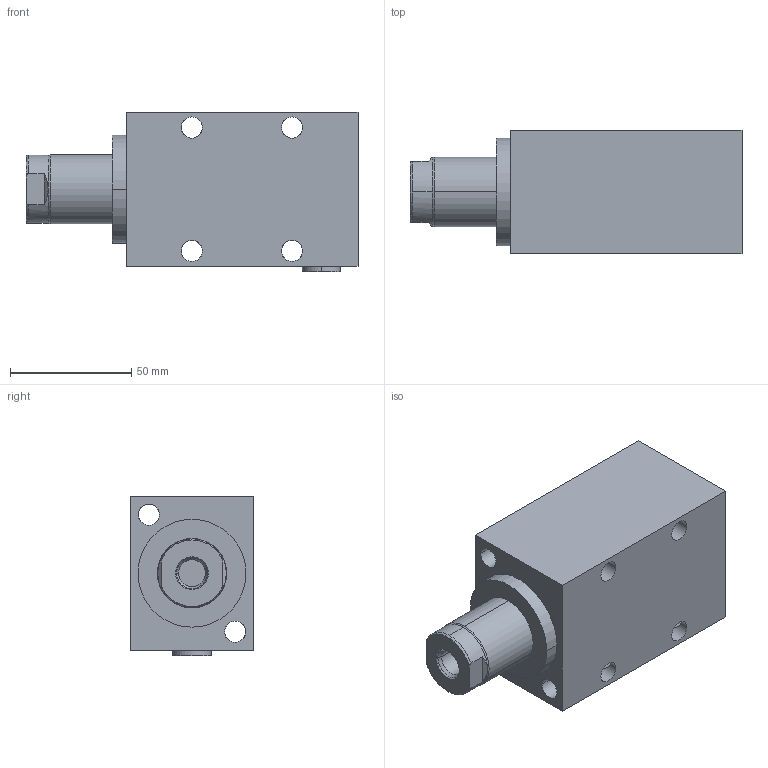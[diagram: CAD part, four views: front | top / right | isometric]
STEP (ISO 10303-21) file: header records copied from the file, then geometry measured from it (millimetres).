
FILE_DESCRIPTION((''),'2;1');
FILE_NAME('ILC25111512','2005-04-06T',('KR'),(''),'PRO/ENGINEER BY PARAMETRIC TECHNOLOGY CORPORATION, 2004290','PRO/ENGINEER BY PARAMETRIC TECHNOLOGY CORPORATION, 2004290','');
FILE_SCHEMA(('AUTOMOTIVE_DESIGN_CC2 { 1 2 10303 214 -1 1 5 2 }'));
Length unit declared in the file: inch
Products named in the file (1): ILC25111512
Bounding box: 136.78 x 50.8 x 65.79 mm (x, y, z)
Volume: 311975.4 mm3; surface area: 44287.7 mm2
Topology: 1 solids, 4 shells, 87 faces, 224 edges, 144 vertices
Faces by surface type: cylinder 45, plane 24, cone 16, torus 2
Entity records: 4141 total; most frequent: CARTESIAN_POINT 870, DIRECTION 456, ORIENTED_EDGE 444, PRESENTATION_STYLE_ASSIGNMENT 250, STYLED_ITEM 226, CURVE_STYLE 224, EDGE_CURVE 224, AXIS2_PLACEMENT_3D 182
